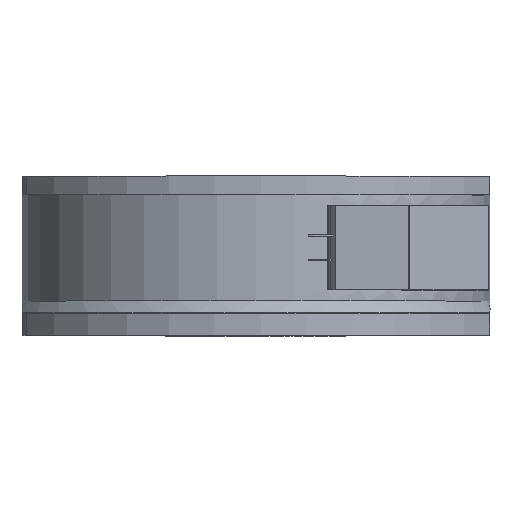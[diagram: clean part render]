
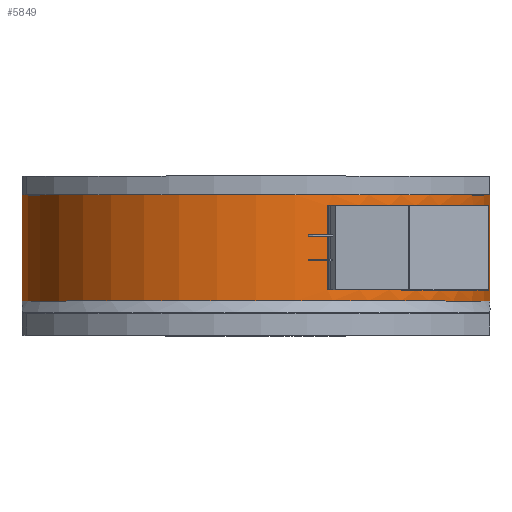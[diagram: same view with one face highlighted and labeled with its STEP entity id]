
A CAD part, top view. The second image highlights one B-rep face of the part: STEP entity #5849.
In plain terms, the highlighted cylindrical face has radius 75.2 mm (diameter 150.4 mm), a partial arc.
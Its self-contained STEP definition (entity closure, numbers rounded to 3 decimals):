
#3202=CARTESIAN_POINT('POINT5339',(22.968,41.5,
   71.607));
#3203=VERTEX_POINT('VERTEX5339',#3202);
#3204=CARTESIAN_POINT('POINT5340',(69.793,41.5,
   28.));
#3205=VERTEX_POINT('VERTEX5340',#3204);
#3206=CARTESIAN_POINT('POS9207',(0.,41.5,
   0.));
#3207=DIRECTION('DIR14804',(0.,1.,
   0.));
#3208=DIRECTION('DIR14805',(1.,0.,
   0.));
#3209=AXIS2_PLACEMENT_3D('AXIS5598',#3206,#3207,#3208);
#3210=CIRCLE('ELLIPSE3275',#3209,75.2);
#3211=EDGE_CURVE('EDGE8103',#3203,#3205,#3210,.T.);
#3240=CARTESIAN_POINT('POINT5341',(22.968,14.5,
   71.607));
#3241=VERTEX_POINT('VERTEX5341',#3240);
#3242=CARTESIAN_POINT('POS9211',(22.968,17.,
   71.607));
#3243=DIRECTION('DIR14810',(0.,1.,0.));
#3244=VECTOR('VEC3612',#3243,1.);
#3245=LINE('STRAIGHT3612',#3242,#3244);
#3246=EDGE_CURVE('EDGE8106',#3241,#3203,#3245,.T.);
#3264=CARTESIAN_POINT('POINT5342',(69.793,14.5,
   28.));
#3265=VERTEX_POINT('VERTEX5342',#3264);
#3266=CARTESIAN_POINT('POS9214',(0.,14.5,
   0.));
#3267=DIRECTION('DIR14814',(0.,-1.,
   0.));
#3268=DIRECTION('DIR14815',(1.,0.,
   0.));
#3269=AXIS2_PLACEMENT_3D('AXIS5601',#3266,#3267,#3268);
#3270=CIRCLE('ELLIPSE3276',#3269,75.2);
#3271=EDGE_CURVE('EDGE8108',#3265,#3241,#3270,.T.);
#3295=CARTESIAN_POINT('POS9217',(69.793,17.,28.
   ));
#3296=DIRECTION('DIR14819',(0.,-1.,0.));
#3297=VECTOR('VEC3615',#3296,1.);
#3298=LINE('STRAIGHT3615',#3295,#3297);
#3299=EDGE_CURVE('EDGE8110',#3205,#3265,#3298,.T.);
#5753=CARTESIAN_POINT('POINT5488',(-75.,45.,
   5.481));
#5754=VERTEX_POINT('VERTEX5488',#5753);
#5761=CARTESIAN_POINT('POINT5489',(75.,45.,
   5.481));
#5762=VERTEX_POINT('VERTEX5489',#5761);
#5763=CARTESIAN_POINT('POS9495',(0.,45.,
   0.));
#5764=DIRECTION('DIR15263',(0.,1.,
   0.));
#5765=DIRECTION('DIR15264',(1.,0.,
   0.));
#5766=AXIS2_PLACEMENT_3D('AXIS5769',#5763,#5764,#5765);
#5767=CIRCLE('ELLIPSE3371',#5766,75.2);
#5768=EDGE_CURVE('EDGE8341',#5754,#5762,#5767,.T.);
#5812=ORIENTED_EDGE('COEDGE16538',*,*,#3299,.T.);
#5813=ORIENTED_EDGE('COEDGE16539',*,*,#3271,.T.);
#5814=ORIENTED_EDGE('COEDGE16540',*,*,#3246,.T.);
#5815=ORIENTED_EDGE('COEDGE16541',*,*,#3211,.T.);
#5816=EDGE_LOOP('NONE',(#5812,#5813,#5814,#5815));
#5817=FACE_BOUND('LOOP1',#5816,.T.);
#5818=CARTESIAN_POINT('POINT5494',(-75.,11.,
   5.481));
#5819=VERTEX_POINT('VERTEX5494',#5818);
#5820=CARTESIAN_POINT('POS9500',(-75.,17.,
   5.481));
#5821=DIRECTION('DIR15272',(0.,-1.,0.));
#5822=VECTOR('VEC3728',#5821,1.);
#5823=LINE('STRAIGHT3728',#5820,#5822);
#5824=EDGE_CURVE('EDGE8347',#5754,#5819,#5823,.T.);
#5825=ORIENTED_EDGE('COEDGE16542',*,*,#5824,.T.);
#5826=CARTESIAN_POINT('POINT5495',(75.,11.,
   5.481));
#5827=VERTEX_POINT('VERTEX5495',#5826);
#5828=CARTESIAN_POINT('POS9501',(0.,11.,
   0.));
#5829=DIRECTION('DIR15273',(0.,-1.,
   0.));
#5830=DIRECTION('DIR15274',(1.,0.,
   0.));
#5831=AXIS2_PLACEMENT_3D('AXIS5773',#5828,#5829,#5830);
#5832=CIRCLE('ELLIPSE3374',#5831,75.2);
#5833=EDGE_CURVE('EDGE8348',#5827,#5819,#5832,.T.);
#5834=ORIENTED_EDGE('COEDGE16543',*,*,#5833,.F.);
#5835=CARTESIAN_POINT('POS9502',(75.,17.,5.481
   ));
#5836=DIRECTION('DIR15275',(0.,1.,0.));
#5837=VECTOR('VEC3729',#5836,1.);
#5838=LINE('STRAIGHT3729',#5835,#5837);
#5839=EDGE_CURVE('EDGE8349',#5827,#5762,#5838,.T.);
#5840=ORIENTED_EDGE('COEDGE16544',*,*,#5839,.T.);
#5841=ORIENTED_EDGE('COEDGE16545',*,*,#5768,.F.);
#5842=EDGE_LOOP('NONE',(#5825,#5834,#5840,#5841));
#5843=FACE_BOUND('LOOP1',#5842,.T.);
#5844=CARTESIAN_POINT('POS9503',(0.,17.,
   0.));
#5845=DIRECTION('DIR15276',(0.,-1.,
   0.));
#5846=DIRECTION('DIR15277',(1.,0.,
   0.));
#5847=AXIS2_PLACEMENT_3D('AXIS5774',#5844,#5845,#5846);
#5848=CYLINDRICAL_SURFACE('CONE_SURF1489',#5847,75.2);
#5849=ADVANCED_FACE('FACE2941',(#5817,#5843),#5848,.T.);
